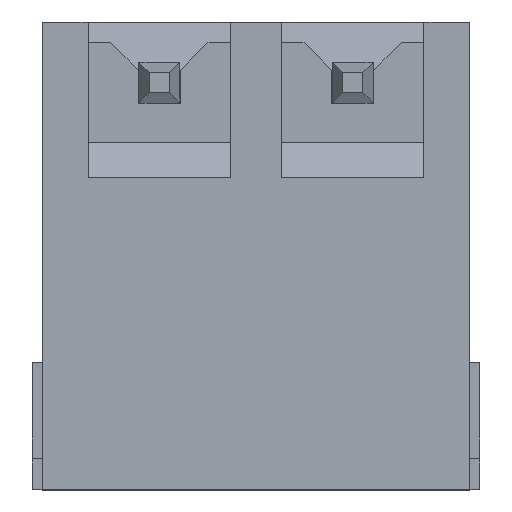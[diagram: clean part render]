
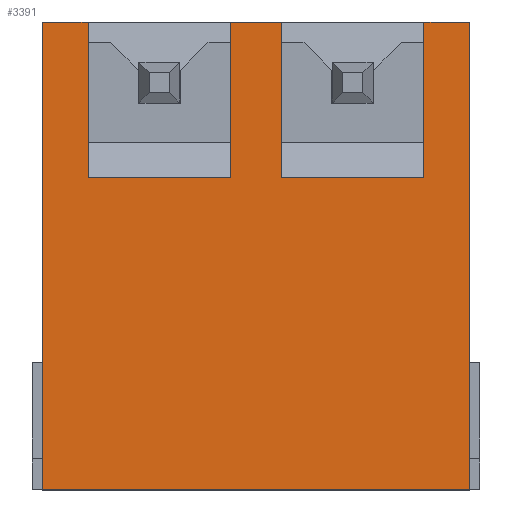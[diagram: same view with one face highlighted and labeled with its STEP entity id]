
A CAD part, top view. The second image highlights one B-rep face of the part: STEP entity #3391.
In plain terms, the highlighted planar face has unit normal (0, 0, 1).
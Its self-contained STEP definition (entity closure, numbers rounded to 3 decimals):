
#241=DIRECTION('',(0.,-1.,0.));
#242=VECTOR('',#241,9.2);
#243=CARTESIAN_POINT('',(8.41,9.2,7.));
#244=LINE('',#243,#242);
#393=DIRECTION('',(1.,0.,0.));
#394=VECTOR('',#393,1.01);
#395=CARTESIAN_POINT('',(3.7,9.2,7.));
#396=LINE('',#395,#394);
#397=DIRECTION('',(0.,-1.,0.));
#398=VECTOR('',#397,3.07);
#399=CARTESIAN_POINT('',(4.71,9.2,7.));
#400=LINE('',#399,#398);
#401=DIRECTION('',(1.,0.,0.));
#402=VECTOR('',#401,2.8);
#403=CARTESIAN_POINT('',(4.71,6.13,7.));
#404=LINE('',#403,#402);
#405=DIRECTION('',(0.,-1.,0.));
#406=VECTOR('',#405,3.07);
#407=CARTESIAN_POINT('',(7.51,9.2,7.));
#408=LINE('',#407,#406);
#409=DIRECTION('',(1.,0.,0.));
#410=VECTOR('',#409,0.9);
#411=CARTESIAN_POINT('',(7.51,9.2,7.));
#412=LINE('',#411,#410);
#413=DIRECTION('',(1.,0.,0.));
#414=VECTOR('',#413,0.9);
#415=CARTESIAN_POINT('',(0.,9.2,7.));
#416=LINE('',#415,#414);
#417=DIRECTION('',(0.,-1.,0.));
#418=VECTOR('',#417,3.07);
#419=CARTESIAN_POINT('',(0.9,9.2,7.));
#420=LINE('',#419,#418);
#421=DIRECTION('',(1.,0.,0.));
#422=VECTOR('',#421,2.8);
#423=CARTESIAN_POINT('',(0.9,6.13,7.));
#424=LINE('',#423,#422);
#425=DIRECTION('',(0.,-1.,0.));
#426=VECTOR('',#425,3.07);
#427=CARTESIAN_POINT('',(3.7,9.2,7.));
#428=LINE('',#427,#426);
#789=DIRECTION('',(1.,0.,0.));
#790=VECTOR('',#789,8.41);
#791=CARTESIAN_POINT('',(0.,0.,7.));
#792=LINE('',#791,#790);
#1005=DIRECTION('',(0.,-1.,0.));
#1006=VECTOR('',#1005,9.2);
#1007=CARTESIAN_POINT('',(0.,9.2,7.));
#1008=LINE('',#1007,#1006);
#2244=CARTESIAN_POINT('',(0.,9.2,7.));
#2245=CARTESIAN_POINT('',(0.,0.,7.));
#2246=VERTEX_POINT('',#2244);
#2247=VERTEX_POINT('',#2245);
#2274=CARTESIAN_POINT('',(3.7,9.2,7.));
#2276=VERTEX_POINT('',#2274);
#2280=CARTESIAN_POINT('',(0.9,9.2,7.));
#2281=CARTESIAN_POINT('',(0.9,6.13,7.));
#2282=VERTEX_POINT('',#2280);
#2283=VERTEX_POINT('',#2281);
#2284=CARTESIAN_POINT('',(3.7,6.13,7.));
#2285=VERTEX_POINT('',#2284);
#2560=CARTESIAN_POINT('',(8.41,9.2,7.));
#2561=CARTESIAN_POINT('',(8.41,0.,7.));
#2562=VERTEX_POINT('',#2560);
#2563=VERTEX_POINT('',#2561);
#2602=CARTESIAN_POINT('',(4.71,6.13,7.));
#2603=VERTEX_POINT('',#2602);
#2608=CARTESIAN_POINT('',(7.51,6.13,7.));
#2609=VERTEX_POINT('',#2608);
#2616=CARTESIAN_POINT('',(4.71,9.2,7.));
#2617=VERTEX_POINT('',#2616);
#2618=CARTESIAN_POINT('',(7.51,9.2,7.));
#2619=VERTEX_POINT('',#2618);
#3364=CARTESIAN_POINT('',(0.,9.2,7.));
#3365=DIRECTION('',(0.,0.,1.));
#3366=DIRECTION('',(0.,-1.,0.));
#3367=AXIS2_PLACEMENT_3D('',#3364,#3365,#3366);
#3368=PLANE('',#3367);
#3369=ORIENTED_EDGE('',*,*,#3231,.T.);
#3371=ORIENTED_EDGE('',*,*,#3370,.T.);
#3373=ORIENTED_EDGE('',*,*,#3372,.T.);
#3375=ORIENTED_EDGE('',*,*,#3374,.F.);
#3376=ORIENTED_EDGE('',*,*,#3193,.T.);
#3377=ORIENTED_EDGE('',*,*,#3128,.T.);
#3379=ORIENTED_EDGE('',*,*,#3378,.F.);
#3381=ORIENTED_EDGE('',*,*,#3380,.F.);
#3382=ORIENTED_EDGE('',*,*,#3209,.T.);
#3384=ORIENTED_EDGE('',*,*,#3383,.T.);
#3386=ORIENTED_EDGE('',*,*,#3385,.T.);
#3388=ORIENTED_EDGE('',*,*,#3387,.F.);
#3389=EDGE_LOOP('',(#3369,#3371,#3373,#3375,#3376,#3377,#3379,#3381,#3382,#3384,
#3386,#3388));
#3390=FACE_OUTER_BOUND('',#3389,.F.);
#3391=ADVANCED_FACE('',(#3390),#3368,.T.);
#3128=EDGE_CURVE('',#2562,#2563,#244,.T.);
#3193=EDGE_CURVE('',#2619,#2562,#412,.T.);
#3209=EDGE_CURVE('',#2246,#2282,#416,.T.);
#3231=EDGE_CURVE('',#2276,#2617,#396,.T.);
#3370=EDGE_CURVE('',#2617,#2603,#400,.T.);
#3372=EDGE_CURVE('',#2603,#2609,#404,.T.);
#3374=EDGE_CURVE('',#2619,#2609,#408,.T.);
#3378=EDGE_CURVE('',#2247,#2563,#792,.T.);
#3380=EDGE_CURVE('',#2246,#2247,#1008,.T.);
#3383=EDGE_CURVE('',#2282,#2283,#420,.T.);
#3385=EDGE_CURVE('',#2283,#2285,#424,.T.);
#3387=EDGE_CURVE('',#2276,#2285,#428,.T.);
